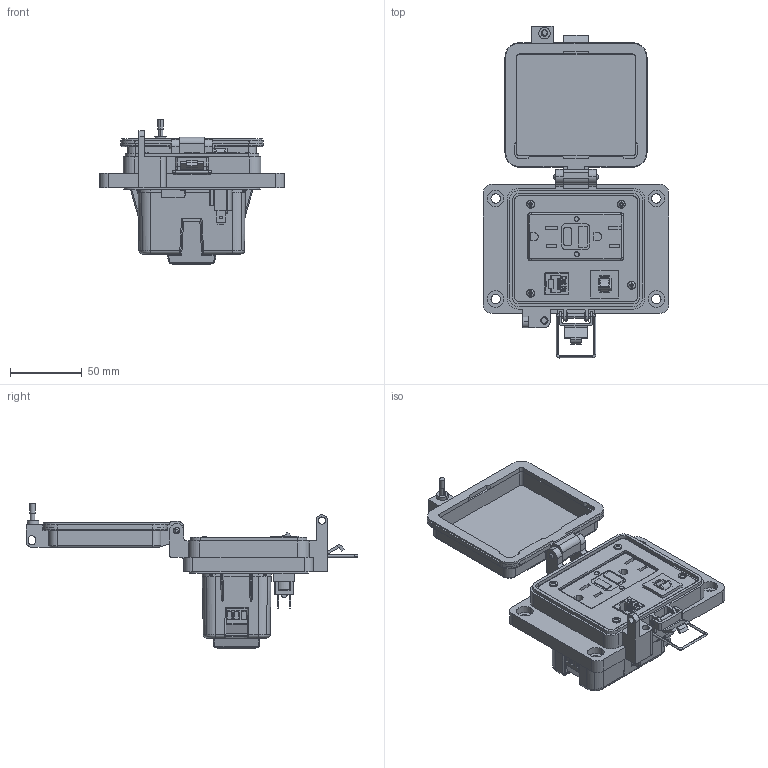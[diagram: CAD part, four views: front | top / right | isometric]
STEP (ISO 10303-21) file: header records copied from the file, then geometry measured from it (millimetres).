
FILE_DESCRIPTION (( 'STEP AP203' ), '1' );
FILE_NAME ('P-R33-K4RF3_3D.STEP', '2021-12-08T16:20:15', ( '' ), ( '' ), 'SwSTEP 2.0', 'SolidWorks 2019', '' );
FILE_SCHEMA (( 'CONFIG_CONTROL_DESIGN' ));
Length unit declared in the file: millimetre
Products named in the file (14): P-R33-K4RF3_3D; Z-200-OTLT-GFIH-15A_sheared; P-R33-K4RF3_FP; Z-CB-SM; Z-120-RIOF-SHELL; Z-H-K4_B; P-R33-K4RF3_TP; Z-300-RJ45C5SH; 90272A106_ZINC-PLTD STL PAN HEAD PHILLIPS MACHINE SCREW_90272A106; RF; CBX; P-R33-K4RF3_BP; R33; Z-200-OTLT-RIOF-15A
Assembly tree (16 placements, depth 4):
  P-R33-K4RF3_3D
    P-R33-K4RF3_BP
    P-R33-K4RF3_FP
    90272A106_ZINC-PLTD STL PAN HEAD PHILLIPS MACHINE SCREW_90272A106  x4
    P-R33-K4RF3_TP
    R33
      Z-300-RJ45C5SH
    CBX
      Z-CB-SM
    RF
      Z-200-OTLT-RIOF-15A
        Z-120-RIOF-SHELL
        Z-200-OTLT-GFIH-15A_sheared
    Z-H-K4_B
Bounding box: 129 x 231.28 x 101.5 mm (x, y, z)
Volume: 312204.4 mm3; surface area: 189069.7 mm2
Topology: 36 solids, 42 shells, 5426 faces, 14074 edges, 8880 vertices
Faces by surface type: plane 2314, cylinder 1576, bspline 1275, cone 114, torus 89, sphere 58
Entity records: 216084 total; most frequent: CARTESIAN_POINT 101078, ORIENTED_EDGE 26348, DIRECTION 19181, EDGE_CURVE 13174, VERTEX_POINT 8301, VECTOR 7735, LINE 7735, AXIS2_PLACEMENT_3D 5723
